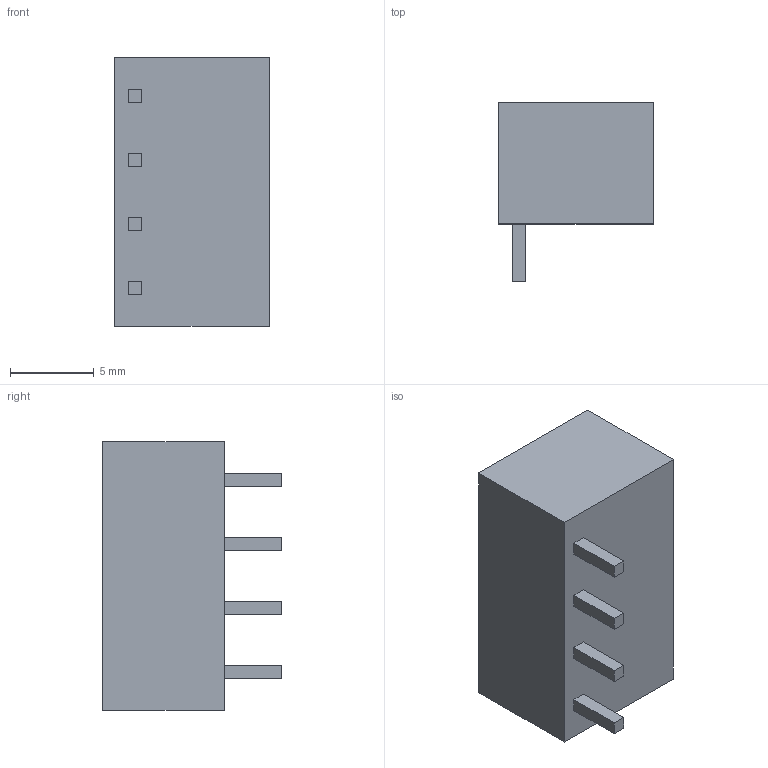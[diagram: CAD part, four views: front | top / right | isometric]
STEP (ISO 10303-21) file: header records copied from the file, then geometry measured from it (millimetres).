
FILE_DESCRIPTION(('STEP AP214'), '1');
FILE_NAME('15EDGRC-02P', '', ('UNSPECIFIED'), ('UNSPECIFIED'), 'ASCON STEP Converter 1.3', 'ASCON Math Kernel', '');
FILE_SCHEMA(('AUTOMOTIVE_DESIGN { 1 0 10303 214 3 1 1}'));
Length unit declared in the file: millimetre
Bounding box: 9.2 x 10.64 x 16.03 mm (x, y, z)
Volume: 623.3 mm3; surface area: 1384.8 mm2
Topology: 1 solids, 1 shells, 98 faces, 252 edges, 168 vertices
Faces by surface type: plane 98
Entity records: 3744 total; most frequent: CARTESIAN_POINT 519, ORIENTED_EDGE 504, DIRECTION 450, EDGE_CURVE 252, LINE 252, VECTOR 252, VERTEX_POINT 168, FACE_BOUND 110
